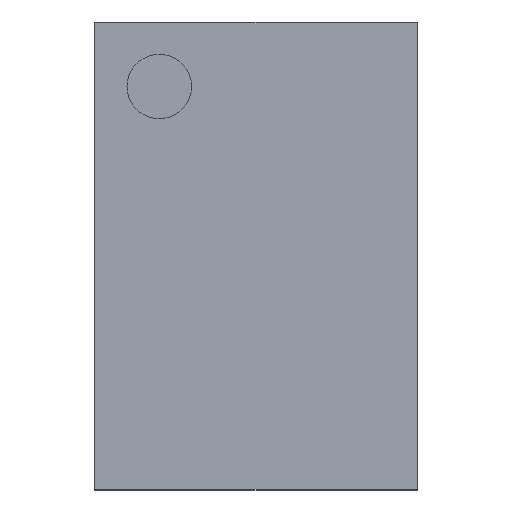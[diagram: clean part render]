
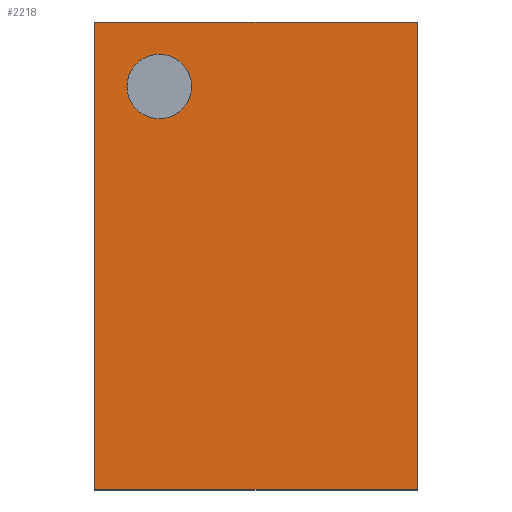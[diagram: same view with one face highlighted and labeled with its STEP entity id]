
A CAD part, top view. The second image highlights one B-rep face of the part: STEP entity #2218.
In plain terms, the highlighted face is planar.
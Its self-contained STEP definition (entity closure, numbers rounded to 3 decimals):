
#71=FACE_OUTER_BOUND('',#204,.T.);
#204=EDGE_LOOP('',(#1552,#1553,#1554,#1555));
#346=LINE('',#3111,#659);
#360=LINE('',#3139,#673);
#370=LINE('',#3159,#683);
#384=LINE('',#3186,#697);
#659=VECTOR('',#2523,1.45);
#673=VECTOR('',#2539,1.);
#683=VECTOR('',#2551,1.45);
#697=VECTOR('',#2567,1.);
#971=VERTEX_POINT('',#3108);
#972=VERTEX_POINT('',#3110);
#985=VERTEX_POINT('',#3138);
#994=VERTEX_POINT('',#3158);
#1182=EDGE_CURVE('',#972,#971,#346,.T.);
#1196=EDGE_CURVE('',#985,#972,#360,.T.);
#1206=EDGE_CURVE('',#994,#985,#370,.T.);
#1220=EDGE_CURVE('',#971,#994,#384,.T.);
#1552=ORIENTED_EDGE('',*,*,#1182,.T.);
#1553=ORIENTED_EDGE('',*,*,#1220,.T.);
#1554=ORIENTED_EDGE('',*,*,#1206,.T.);
#1555=ORIENTED_EDGE('',*,*,#1196,.T.);
#2102=PLANE('',#2368);
#2218=ADVANCED_FACE('',(#71),#2102,.T.);
#2368=AXIS2_PLACEMENT_3D('',#3203,#2576,#2577);
#2523=DIRECTION('',(0.,0.,1.));
#2539=DIRECTION('',(-1.,0.,0.));
#2551=DIRECTION('',(0.,0.,-1.));
#2567=DIRECTION('',(1.,0.,0.));
#2576=DIRECTION('center_axis',(0.,1.,0.));
#2577=DIRECTION('ref_axis',(1.,0.,0.));
#3108=CARTESIAN_POINT('',(-0.5,0.55,0.725));
#3110=CARTESIAN_POINT('',(-0.5,0.55,-0.725));
#3111=CARTESIAN_POINT('',(-0.5,0.55,-0.725));
#3138=CARTESIAN_POINT('',(0.5,0.55,-0.725));
#3139=CARTESIAN_POINT('',(0.5,0.55,-0.725));
#3158=CARTESIAN_POINT('',(0.5,0.55,0.725));
#3159=CARTESIAN_POINT('',(0.5,0.55,0.725));
#3186=CARTESIAN_POINT('',(-0.5,0.55,0.725));
#3203=CARTESIAN_POINT('Origin',(0.,0.55,0.));
